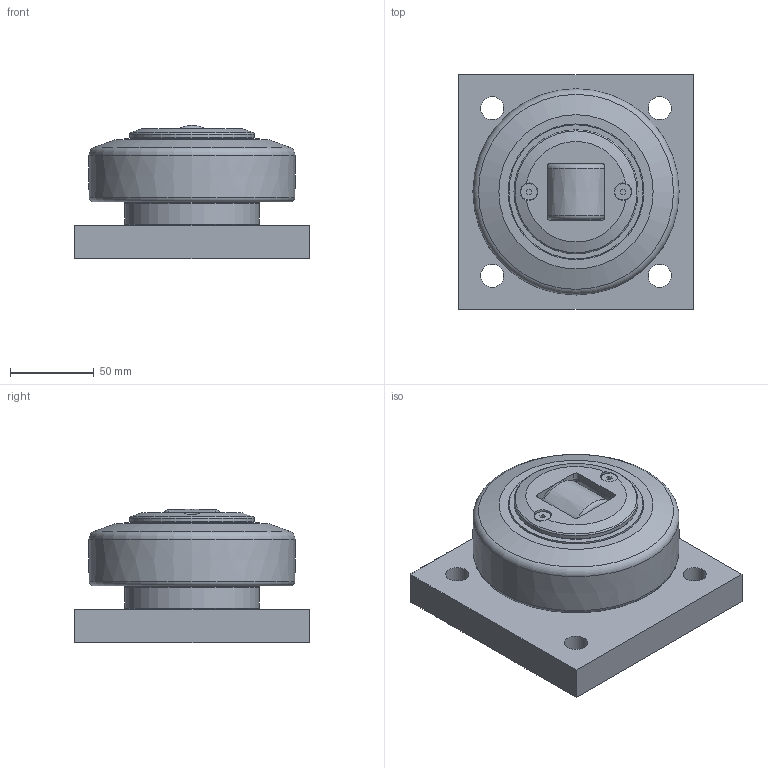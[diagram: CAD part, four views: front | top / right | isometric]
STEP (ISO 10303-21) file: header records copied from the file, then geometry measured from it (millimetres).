
FILE_DESCRIPTION(/* description */ ('-'),/* implementation_level */ '2;1');
FILE_NAME(/* name */ 'ALFATEC_TR120-0300BQ1000.stp',/* time_stamp */ '2021-01-27T14:12:26+01:00',/* author */ ('kstaebler'),/* organization */ (''),/* preprocessor_version */ 'ST-DEVELOPER v18.1',/* originating_system */ 'Autodesk Inventor 2020',/* authorisation */ '');
FILE_SCHEMA (('AUTOMOTIVE_DESIGN { 1 0 10303 214 3 1 1 }'));
Length unit declared in the file: millimetre
Products named in the file (1): TR 120.0300 BQ1000_Kontur
Bounding box: 140 x 140 x 79.5 mm (x, y, z)
Volume: 800236.7 mm3; surface area: 131725.4 mm2
Topology: 2 solids, 2 shells, 126 faces, 349 edges, 246 vertices
Faces by surface type: plane 52, cylinder 45, cone 19, torus 8, bspline 2
Full cylindrical faces by diameter (mm): 3 x2, 5 x2, 5.5 x2, 9.75 x2, 10.5 x2, 13.835 x4, 18 x1, 26 x1, 28 x2, 48 x1, 71 x1, 71.4 x1, 74 x1, 79 x1, 80 x3, 81 x1, 84.5 x1, 86.8 x1, 87 x1, 89.5 x2, 95 x1
Entity records: 4894 total; most frequent: CARTESIAN_POINT 1250, DIRECTION 757, ORIENTED_EDGE 698, EDGE_CURVE 349, AXIS2_PLACEMENT_3D 314, VERTEX_POINT 246, CIRCLE 189, EDGE_LOOP 173
